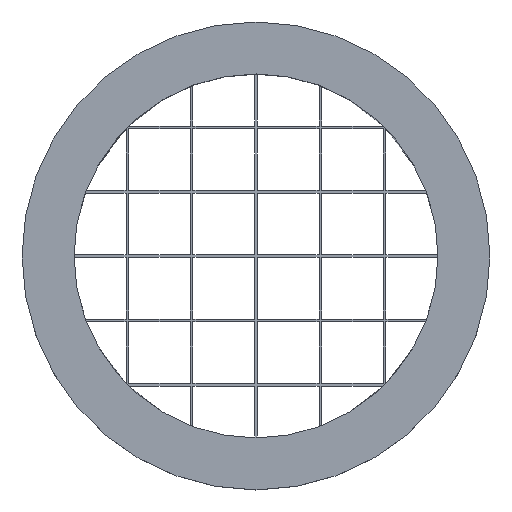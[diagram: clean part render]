
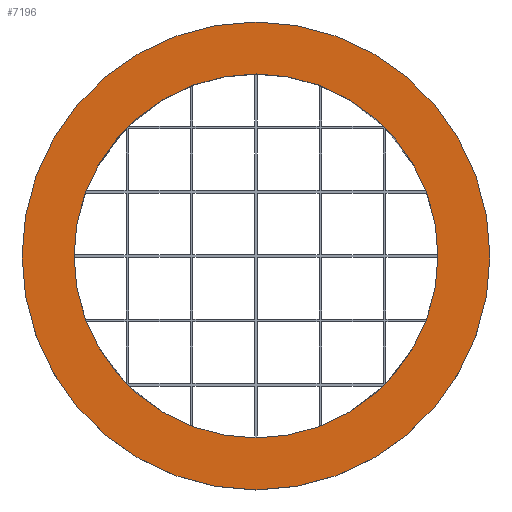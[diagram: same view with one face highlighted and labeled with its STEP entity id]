
A CAD part, top view. The second image highlights one B-rep face of the part: STEP entity #7196.
In plain terms, the highlighted planar face has unit normal (0, 0, 1).
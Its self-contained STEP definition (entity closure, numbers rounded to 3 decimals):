
#105 = CYLINDRICAL_SURFACE('',#106,10.5);
#106 = AXIS2_PLACEMENT_3D('',#107,#108,#109);
#107 = CARTESIAN_POINT('',(0.,0.,3.));
#108 = DIRECTION('',(0.,0.,-1.));
#109 = DIRECTION('',(-1.,0.,0.));
#3440 = VERTEX_POINT('',#3441);
#3441 = CARTESIAN_POINT('',(-10.5,0.,3.));
#3462 = EDGE_CURVE('',#3440,#3440,#3463,.T.);
#3463 = SURFACE_CURVE('',#3464,(#3469,#3476),.PCURVE_S1.);
#3464 = CIRCLE('',#3465,10.5);
#3465 = AXIS2_PLACEMENT_3D('',#3466,#3467,#3468);
#3466 = CARTESIAN_POINT('',(0.,0.,3.));
#3467 = DIRECTION('',(0.,0.,-1.));
#3468 = DIRECTION('',(-1.,0.,0.));
#3469 = PCURVE('',#105,#3470);
#3470 = DEFINITIONAL_REPRESENTATION('',(#3471),#3475);
#3471 = LINE('',#3472,#3473);
#3472 = CARTESIAN_POINT('',(0.,0.));
#3473 = VECTOR('',#3474,1.);
#3474 = DIRECTION('',(1.,0.));
#3475 = ( GEOMETRIC_REPRESENTATION_CONTEXT(2) 
PARAMETRIC_REPRESENTATION_CONTEXT() REPRESENTATION_CONTEXT('2D SPACE',''
  ) );
#3476 = PCURVE('',#3477,#3482);
#3477 = PLANE('',#3478);
#3478 = AXIS2_PLACEMENT_3D('',#3479,#3480,#3481);
#3479 = CARTESIAN_POINT('',(0.,0.,3.)
  );
#3480 = DIRECTION('',(0.,0.,1.));
#3481 = DIRECTION('',(1.,0.,-0.));
#3482 = DEFINITIONAL_REPRESENTATION('',(#3483),#3491);
#3483 = ( BOUNDED_CURVE() B_SPLINE_CURVE(2,(#3484,#3485,#3486,#3487,
#3488,#3489,#3490),.UNSPECIFIED.,.T.,.F.) B_SPLINE_CURVE_WITH_KNOTS((1,2
    ,2,2,2,1),(-2.094,0.,2.094,4.189,
6.283,8.378),.UNSPECIFIED.) CURVE() 
GEOMETRIC_REPRESENTATION_ITEM() RATIONAL_B_SPLINE_CURVE((1.,0.5,1.,0.5,
1.,0.5,1.)) REPRESENTATION_ITEM('') );
#3484 = CARTESIAN_POINT('',(-10.5,0.));
#3485 = CARTESIAN_POINT('',(-10.5,18.187));
#3486 = CARTESIAN_POINT('',(5.25,9.093));
#3487 = CARTESIAN_POINT('',(21.,0.));
#3488 = CARTESIAN_POINT('',(5.25,-9.093));
#3489 = CARTESIAN_POINT('',(-10.5,-18.187));
#3490 = CARTESIAN_POINT('',(-10.5,0.));
#3491 = ( GEOMETRIC_REPRESENTATION_CONTEXT(2) 
PARAMETRIC_REPRESENTATION_CONTEXT() REPRESENTATION_CONTEXT('2D SPACE',''
  ) );
#7196 = ADVANCED_FACE('',(#7197,#7228),#3477,.T.);
#7197 = FACE_BOUND('',#7198,.T.);
#7198 = EDGE_LOOP('',(#7199));
#7199 = ORIENTED_EDGE('',*,*,#7200,.T.);
#7200 = EDGE_CURVE('',#7201,#7201,#7203,.T.);
#7201 = VERTEX_POINT('',#7202);
#7202 = CARTESIAN_POINT('',(13.5,0.,3.));
#7203 = SURFACE_CURVE('',#7204,(#7209,#7216),.PCURVE_S1.);
#7204 = CIRCLE('',#7205,13.5);
#7205 = AXIS2_PLACEMENT_3D('',#7206,#7207,#7208);
#7206 = CARTESIAN_POINT('',(0.,0.,3.));
#7207 = DIRECTION('',(0.,0.,1.));
#7208 = DIRECTION('',(1.,0.,0.));
#7209 = PCURVE('',#3477,#7210);
#7210 = DEFINITIONAL_REPRESENTATION('',(#7211),#7215);
#7211 = CIRCLE('',#7212,13.5);
#7212 = AXIS2_PLACEMENT_2D('',#7213,#7214);
#7213 = CARTESIAN_POINT('',(0.,0.));
#7214 = DIRECTION('',(1.,0.));
#7215 = ( GEOMETRIC_REPRESENTATION_CONTEXT(2) 
PARAMETRIC_REPRESENTATION_CONTEXT() REPRESENTATION_CONTEXT('2D SPACE',''
  ) );
#7216 = PCURVE('',#7217,#7222);
#7217 = CYLINDRICAL_SURFACE('',#7218,13.5);
#7218 = AXIS2_PLACEMENT_3D('',#7219,#7220,#7221);
#7219 = CARTESIAN_POINT('',(0.,0.,0.));
#7220 = DIRECTION('',(-0.,-0.,-1.));
#7221 = DIRECTION('',(1.,0.,0.));
#7222 = DEFINITIONAL_REPRESENTATION('',(#7223),#7227);
#7223 = LINE('',#7224,#7225);
#7224 = CARTESIAN_POINT('',(-0.,-3.));
#7225 = VECTOR('',#7226,1.);
#7226 = DIRECTION('',(-1.,0.));
#7227 = ( GEOMETRIC_REPRESENTATION_CONTEXT(2) 
PARAMETRIC_REPRESENTATION_CONTEXT() REPRESENTATION_CONTEXT('2D SPACE',''
  ) );
#7228 = FACE_BOUND('',#7229,.T.);
#7229 = EDGE_LOOP('',(#7230));
#7230 = ORIENTED_EDGE('',*,*,#3462,.T.);
